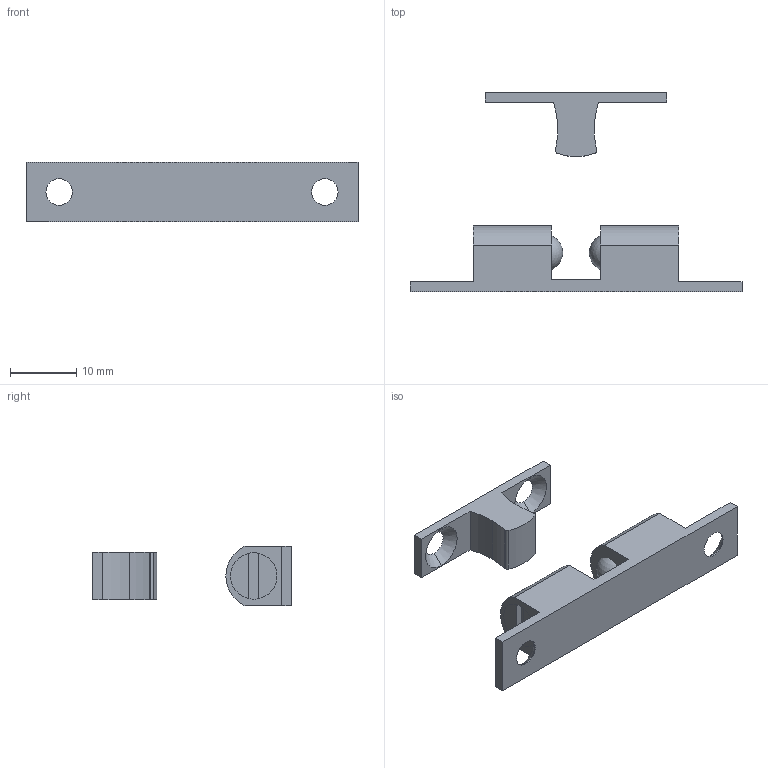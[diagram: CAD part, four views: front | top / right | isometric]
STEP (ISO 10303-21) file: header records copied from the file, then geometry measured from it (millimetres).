
FILE_DESCRIPTION (( 'STEP AP203' ), '1' );
FILE_NAME ('04585-Ball Catch Brass 50mm.STEP', '2018-11-02T02:42:26', ( '' ), ( '' ), 'SwSTEP 2.0', 'SolidWorks 2018', '' );
FILE_SCHEMA (( 'CONFIG_CONTROL_DESIGN' ));
Length unit declared in the file: millimetre
Products named in the file (3): 4585 Catch; 4585 Hook; 04585-Ball Catch Brass 50mm
Assembly tree (2 placements, depth 2):
  04585-Ball Catch Brass 50mm
    4585 Catch
    4585 Hook
Bounding box: 50 x 30 x 9 mm (x, y, z)
Volume: 2950.5 mm3; surface area: 2547.5 mm2
Topology: 4 solids, 4 shells, 331 faces, 884 edges, 586 vertices
Faces by surface type: plane 191, bspline 108, cylinder 20, cone 8, sphere 4
Entity records: 16557 total; most frequent: CARTESIAN_POINT 8722, ORIENTED_EDGE 1748, DIRECTION 1174, EDGE_CURVE 874, VECTOR 598, LINE 598, VERTEX_POINT 580, EDGE_LOOP 368
